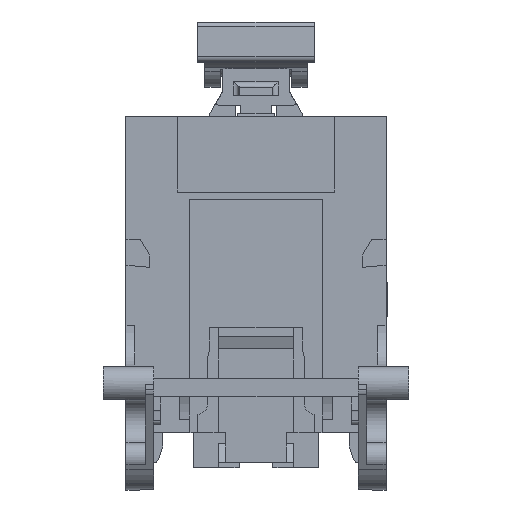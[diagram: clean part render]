
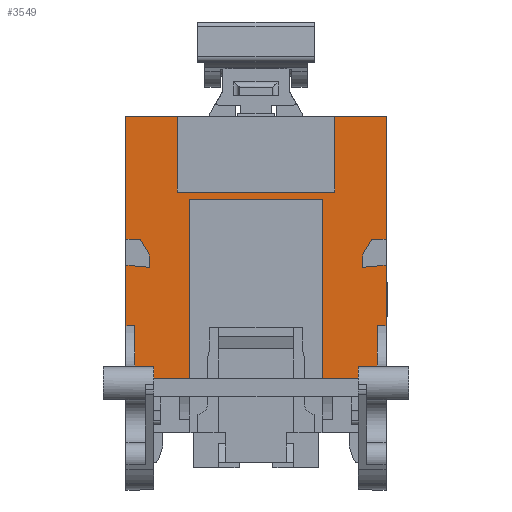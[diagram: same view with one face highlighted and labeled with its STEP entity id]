
A CAD part, front view. The second image highlights one B-rep face of the part: STEP entity #3549.
In plain terms, the highlighted face is planar.
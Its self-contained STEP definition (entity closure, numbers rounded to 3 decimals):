
#3549=ADVANCED_FACE('',(#8780),#6331,.T.);
#6331=PLANE('',#52839);
#8780=FACE_OUTER_BOUND('',#11576,.T.);
#11576=EDGE_LOOP('',(#16708,#16709,#16710,#16711,#16712,#16713,#16714,#16715,
#16716,#16717,#16718,#16719,#16720,#16721,#16722,#16723,#16724,#16725,#16726,
#16727,#16728,#16729,#16730,#16731,#16732,#16733,#16734,#16735,#16736,#16737));
#16708=ORIENTED_EDGE('',*,*,#34589,.T.);
#16709=ORIENTED_EDGE('',*,*,#34590,.T.);
#16710=ORIENTED_EDGE('',*,*,#34591,.T.);
#16711=ORIENTED_EDGE('',*,*,#34592,.T.);
#16712=ORIENTED_EDGE('',*,*,#34593,.F.);
#16713=ORIENTED_EDGE('',*,*,#34437,.F.);
#16714=ORIENTED_EDGE('',*,*,#34594,.T.);
#16715=ORIENTED_EDGE('',*,*,#34423,.F.);
#16716=ORIENTED_EDGE('',*,*,#34595,.F.);
#16717=ORIENTED_EDGE('',*,*,#34596,.F.);
#16718=ORIENTED_EDGE('',*,*,#34448,.T.);
#16719=ORIENTED_EDGE('',*,*,#34597,.F.);
#16720=ORIENTED_EDGE('',*,*,#34440,.T.);
#16721=ORIENTED_EDGE('',*,*,#34598,.F.);
#16722=ORIENTED_EDGE('',*,*,#34599,.T.);
#16723=ORIENTED_EDGE('',*,*,#34600,.F.);
#16724=ORIENTED_EDGE('',*,*,#34601,.F.);
#16725=ORIENTED_EDGE('',*,*,#34432,.F.);
#16726=ORIENTED_EDGE('',*,*,#34602,.T.);
#16727=ORIENTED_EDGE('',*,*,#34603,.T.);
#16728=ORIENTED_EDGE('',*,*,#34604,.T.);
#16729=ORIENTED_EDGE('',*,*,#34605,.T.);
#16730=ORIENTED_EDGE('',*,*,#34606,.T.);
#16731=ORIENTED_EDGE('',*,*,#34607,.T.);
#16732=ORIENTED_EDGE('',*,*,#34608,.T.);
#16733=ORIENTED_EDGE('',*,*,#34609,.F.);
#16734=ORIENTED_EDGE('',*,*,#34610,.F.);
#16735=ORIENTED_EDGE('',*,*,#34611,.T.);
#16736=ORIENTED_EDGE('',*,*,#34612,.T.);
#16737=ORIENTED_EDGE('',*,*,#34613,.F.);
#29344=VERTEX_POINT('',#71877);
#29346=VERTEX_POINT('',#71880);
#29354=VERTEX_POINT('',#71899);
#29355=VERTEX_POINT('',#71900);
#29358=VERTEX_POINT('',#71908);
#29359=VERTEX_POINT('',#71910);
#29360=VERTEX_POINT('',#71914);
#29361=VERTEX_POINT('',#71916);
#29367=VERTEX_POINT('',#71931);
#29368=VERTEX_POINT('',#71932);
#29503=VERTEX_POINT('',#72227);
#29504=VERTEX_POINT('',#72228);
#29505=VERTEX_POINT('',#72230);
#29506=VERTEX_POINT('',#72232);
#29507=VERTEX_POINT('',#72234);
#29508=VERTEX_POINT('',#72238);
#29509=VERTEX_POINT('',#72242);
#29510=VERTEX_POINT('',#72244);
#29511=VERTEX_POINT('',#72246);
#29512=VERTEX_POINT('',#72249);
#29513=VERTEX_POINT('',#72251);
#29514=VERTEX_POINT('',#72253);
#29515=VERTEX_POINT('',#72255);
#29516=VERTEX_POINT('',#72257);
#29517=VERTEX_POINT('',#72259);
#29518=VERTEX_POINT('',#72261);
#29519=VERTEX_POINT('',#72263);
#29520=VERTEX_POINT('',#72265);
#29521=VERTEX_POINT('',#72267);
#29522=VERTEX_POINT('',#72269);
#34423=EDGE_CURVE('',#29344,#29346,#41368,.T.);
#34432=EDGE_CURVE('',#29354,#29355,#41377,.T.);
#34437=EDGE_CURVE('',#29358,#29359,#41379,.T.);
#34440=EDGE_CURVE('',#29361,#29360,#41381,.T.);
#34448=EDGE_CURVE('',#29367,#29368,#41388,.T.);
#34589=EDGE_CURVE('',#29503,#29504,#41520,.T.);
#34590=EDGE_CURVE('',#29504,#29505,#41521,.T.);
#34591=EDGE_CURVE('',#29505,#29506,#41522,.T.);
#34592=EDGE_CURVE('',#29506,#29507,#41523,.T.);
#34593=EDGE_CURVE('',#29359,#29507,#41524,.T.);
#34594=EDGE_CURVE('',#29358,#29346,#41525,.T.);
#34595=EDGE_CURVE('',#29508,#29344,#41526,.T.);
#34596=EDGE_CURVE('',#29367,#29508,#41527,.T.);
#34597=EDGE_CURVE('',#29361,#29368,#41528,.T.);
#34598=EDGE_CURVE('',#29509,#29360,#41529,.T.);
#34599=EDGE_CURVE('',#29509,#29510,#41530,.T.);
#34600=EDGE_CURVE('',#29511,#29510,#41531,.T.);
#34601=EDGE_CURVE('',#29355,#29511,#41532,.T.);
#34602=EDGE_CURVE('',#29354,#29512,#41533,.T.);
#34603=EDGE_CURVE('',#29512,#29513,#41534,.T.);
#34604=EDGE_CURVE('',#29513,#29514,#41535,.T.);
#34605=EDGE_CURVE('',#29514,#29515,#41536,.T.);
#34606=EDGE_CURVE('',#29515,#29516,#41537,.T.);
#34607=EDGE_CURVE('',#29516,#29517,#41538,.T.);
#34608=EDGE_CURVE('',#29517,#29518,#41539,.T.);
#34609=EDGE_CURVE('',#29519,#29518,#41540,.T.);
#34610=EDGE_CURVE('',#29520,#29519,#41541,.T.);
#34611=EDGE_CURVE('',#29520,#29521,#41542,.T.);
#34612=EDGE_CURVE('',#29521,#29522,#41543,.T.);
#34613=EDGE_CURVE('',#29503,#29522,#41544,.T.);
#41368=LINE('',#71879,#47417);
#41377=LINE('',#71898,#47426);
#41379=LINE('',#71909,#47428);
#41381=LINE('',#71915,#47430);
#41388=LINE('',#71930,#47437);
#41520=LINE('',#72226,#47569);
#41521=LINE('',#72229,#47570);
#41522=LINE('',#72231,#47571);
#41523=LINE('',#72233,#47572);
#41524=LINE('',#72235,#47573);
#41525=LINE('',#72236,#47574);
#41526=LINE('',#72237,#47575);
#41527=LINE('',#72239,#47576);
#41528=LINE('',#72240,#47577);
#41529=LINE('',#72241,#47578);
#41530=LINE('',#72243,#47579);
#41531=LINE('',#72245,#47580);
#41532=LINE('',#72247,#47581);
#41533=LINE('',#72248,#47582);
#41534=LINE('',#72250,#47583);
#41535=LINE('',#72252,#47584);
#41536=LINE('',#72254,#47585);
#41537=LINE('',#72256,#47586);
#41538=LINE('',#72258,#47587);
#41539=LINE('',#72260,#47588);
#41540=LINE('',#72262,#47589);
#41541=LINE('',#72264,#47590);
#41542=LINE('',#72266,#47591);
#41543=LINE('',#72268,#47592);
#41544=LINE('',#72270,#47593);
#47417=VECTOR('',#58228,1.);
#47426=VECTOR('',#58241,1.);
#47428=VECTOR('',#58251,1.);
#47430=VECTOR('',#58257,1.);
#47437=VECTOR('',#58268,1.);
#47569=VECTOR('',#58416,1.);
#47570=VECTOR('',#58417,1.);
#47571=VECTOR('',#58418,1.);
#47572=VECTOR('',#58419,1.);
#47573=VECTOR('',#58420,1.);
#47574=VECTOR('',#58421,1.);
#47575=VECTOR('',#58422,1.);
#47576=VECTOR('',#58423,1.);
#47577=VECTOR('',#58424,1.);
#47578=VECTOR('',#58425,1.);
#47579=VECTOR('',#58426,1.);
#47580=VECTOR('',#58427,1.);
#47581=VECTOR('',#58428,1.);
#47582=VECTOR('',#58429,1.);
#47583=VECTOR('',#58430,1.);
#47584=VECTOR('',#58431,1.);
#47585=VECTOR('',#58432,1.);
#47586=VECTOR('',#58433,1.);
#47587=VECTOR('',#58434,1.);
#47588=VECTOR('',#58435,1.);
#47589=VECTOR('',#58436,1.);
#47590=VECTOR('',#58437,1.);
#47591=VECTOR('',#58438,1.);
#47592=VECTOR('',#58439,1.);
#47593=VECTOR('',#58440,1.);
#52839=AXIS2_PLACEMENT_3D('',#72271,#58441,#58442);
#58228=DIRECTION('',(-1.,0.,0.));
#58241=DIRECTION('',(-1.,0.,0.));
#58251=DIRECTION('',(-1.,0.,0.));
#58257=DIRECTION('',(0.,-1.,0.));
#58268=DIRECTION('',(0.,1.,0.));
#58416=DIRECTION('',(1.,0.,0.));
#58417=DIRECTION('',(0.5,-0.866,0.));
#58418=DIRECTION('',(0.,-1.,0.));
#58419=DIRECTION('',(-0.996,0.087,0.));
#58420=DIRECTION('',(0.,1.,0.));
#58421=DIRECTION('',(0.,-1.,0.));
#58422=DIRECTION('',(0.,1.,0.));
#58423=DIRECTION('',(-1.,0.,0.));
#58424=DIRECTION('',(-1.,0.,0.));
#58425=DIRECTION('',(-1.,0.,0.));
#58426=DIRECTION('',(0.,1.,0.));
#58427=DIRECTION('',(-1.,0.,0.));
#58428=DIRECTION('',(0.,-1.,0.));
#58429=DIRECTION('',(0.,1.,0.));
#58430=DIRECTION('',(-0.996,-0.087,0.));
#58431=DIRECTION('',(0.,1.,0.));
#58432=DIRECTION('',(0.5,0.866,0.));
#58433=DIRECTION('',(1.,0.,0.));
#58434=DIRECTION('',(0.,1.,0.));
#58435=DIRECTION('',(-1.,0.,0.));
#58436=DIRECTION('',(0.,1.,0.));
#58437=DIRECTION('',(1.,0.,0.));
#58438=DIRECTION('',(0.,1.,0.));
#58439=DIRECTION('',(-1.,0.,0.));
#58440=DIRECTION('',(0.,1.,0.));
#58441=DIRECTION('',(0.,0.,1.));
#58442=DIRECTION('',(1.,0.,0.));
#71877=CARTESIAN_POINT('',(-10.,6.45,4.6));
#71879=CARTESIAN_POINT('',(11.85,6.45,4.6));
#71880=CARTESIAN_POINT('',(-11.85,6.45,4.6));
#71898=CARTESIAN_POINT('',(12.7,10.45,4.6));
#71899=CARTESIAN_POINT('',(12.7,10.45,4.6));
#71900=CARTESIAN_POINT('',(11.85,10.45,4.6));
#71908=CARTESIAN_POINT('',(-11.85,10.45,4.6));
#71909=CARTESIAN_POINT('',(12.7,10.45,4.6));
#71910=CARTESIAN_POINT('',(-12.7,10.45,4.6));
#71914=CARTESIAN_POINT('',(6.45,5.25,4.6));
#71915=CARTESIAN_POINT('',(6.45,10.45,4.6));
#71916=CARTESIAN_POINT('',(6.45,22.8,4.6));
#71930=CARTESIAN_POINT('',(-6.45,10.45,4.6));
#71931=CARTESIAN_POINT('',(-6.45,5.25,4.6));
#71932=CARTESIAN_POINT('',(-6.45,22.8,4.6));
#72226=CARTESIAN_POINT('',(-12.7,18.9,4.6));
#72227=CARTESIAN_POINT('',(-12.7,18.9,4.6));
#72228=CARTESIAN_POINT('',(-11.295,18.9,4.6));
#72229=CARTESIAN_POINT('',(-11.295,18.9,4.6));
#72230=CARTESIAN_POINT('',(-10.4,17.35,4.6));
#72231=CARTESIAN_POINT('',(-10.4,17.35,4.6));
#72232=CARTESIAN_POINT('',(-10.4,16.149,4.6));
#72233=CARTESIAN_POINT('',(-10.4,16.149,4.6));
#72234=CARTESIAN_POINT('',(-12.7,16.35,4.6));
#72235=CARTESIAN_POINT('',(-12.7,10.45,4.6));
#72236=CARTESIAN_POINT('',(-11.85,10.45,4.6));
#72237=CARTESIAN_POINT('',(-10.,5.25,4.6));
#72238=CARTESIAN_POINT('',(-10.,5.25,4.6));
#72239=CARTESIAN_POINT('',(10.,5.25,4.6));
#72240=CARTESIAN_POINT('',(12.7,22.8,4.6));
#72241=CARTESIAN_POINT('',(10.,5.25,4.6));
#72242=CARTESIAN_POINT('',(10.,5.25,4.6));
#72243=CARTESIAN_POINT('',(10.,5.25,4.6));
#72244=CARTESIAN_POINT('',(10.,6.45,4.6));
#72245=CARTESIAN_POINT('',(11.85,6.45,4.6));
#72246=CARTESIAN_POINT('',(11.85,6.45,4.6));
#72247=CARTESIAN_POINT('',(11.85,10.45,4.6));
#72248=CARTESIAN_POINT('',(12.7,10.45,4.6));
#72249=CARTESIAN_POINT('',(12.7,16.35,4.6));
#72250=CARTESIAN_POINT('',(12.7,16.35,4.6));
#72251=CARTESIAN_POINT('',(10.4,16.149,4.6));
#72252=CARTESIAN_POINT('',(10.4,16.149,4.6));
#72253=CARTESIAN_POINT('',(10.4,17.35,4.6));
#72254=CARTESIAN_POINT('',(10.4,17.35,4.6));
#72255=CARTESIAN_POINT('',(11.295,18.9,4.6));
#72256=CARTESIAN_POINT('',(11.295,18.9,4.6));
#72257=CARTESIAN_POINT('',(12.7,18.9,4.6));
#72258=CARTESIAN_POINT('',(12.7,10.45,4.6));
#72259=CARTESIAN_POINT('',(12.7,30.85,4.6));
#72260=CARTESIAN_POINT('',(12.7,30.85,4.6));
#72261=CARTESIAN_POINT('',(7.7,30.85,4.6));
#72262=CARTESIAN_POINT('',(7.7,23.5,4.6));
#72263=CARTESIAN_POINT('',(7.7,23.5,4.6));
#72264=CARTESIAN_POINT('',(-7.7,23.5,4.6));
#72265=CARTESIAN_POINT('',(-7.7,23.5,4.6));
#72266=CARTESIAN_POINT('',(-7.7,23.5,4.6));
#72267=CARTESIAN_POINT('',(-7.7,30.85,4.6));
#72268=CARTESIAN_POINT('',(12.7,30.85,4.6));
#72269=CARTESIAN_POINT('',(-12.7,30.85,4.6));
#72270=CARTESIAN_POINT('',(-12.7,10.45,4.6));
#72271=CARTESIAN_POINT('',(12.7,10.45,4.6));
